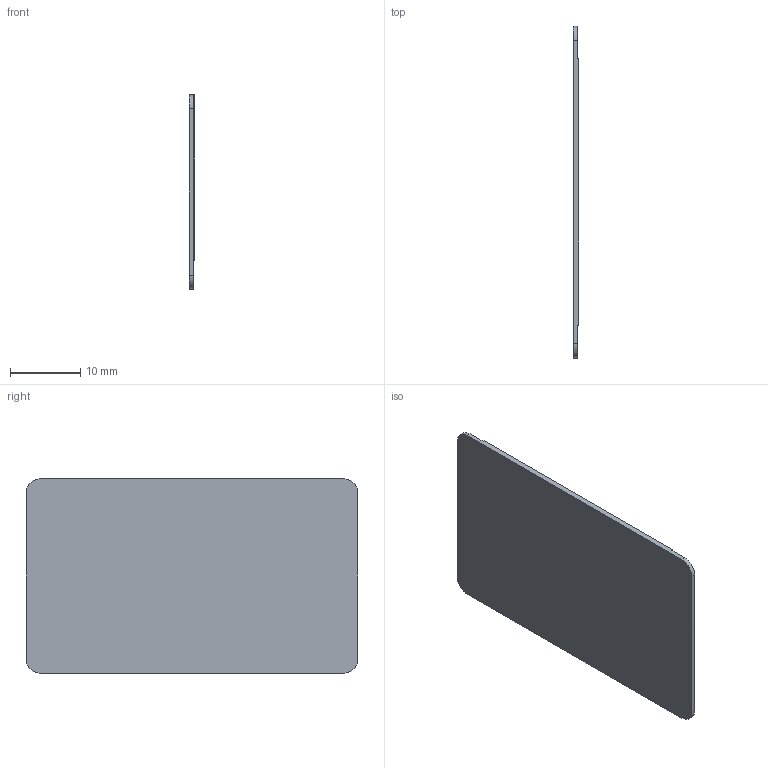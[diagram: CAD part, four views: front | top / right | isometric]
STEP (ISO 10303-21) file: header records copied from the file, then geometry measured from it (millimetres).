
FILE_DESCRIPTION(('FreeCAD Model'),'2;1');
FILE_NAME('Open CASCADE Shape Model','2024-06-29T20:31:36',(''),(''), 'Open CASCADE STEP processor 7.6','FreeCAD','Unknown');
FILE_SCHEMA(('AUTOMOTIVE_DESIGN { 1 0 10303 214 1 1 1 1 }'));
Length unit declared in the file: millimetre
Products named in the file (1): Tool Storage Parts Drawer Label Blank - SPN-LBL-0001 (stemfie.org)
Bounding box: 0.8 x 47.11 x 27.6 mm (x, y, z)
Volume: 955.9 mm3; surface area: 2710.7 mm2
Topology: 1 solids, 1 shells, 244 faces, 672 edges, 448 vertices
Faces by surface type: extrusion 150, plane 90, cylinder 4
Entity records: 9495 total; most frequent: CARTESIAN_POINT 2265, ORIENTED_EDGE 1344, DIRECTION 720, EDGE_CURVE 672, VECTOR 514, B_SPLINE_CURVE_WITH_KNOTS 450, VERTEX_POINT 448, LINE 364
